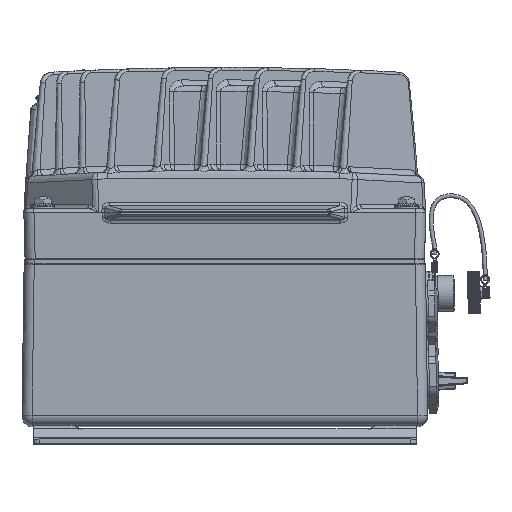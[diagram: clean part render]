
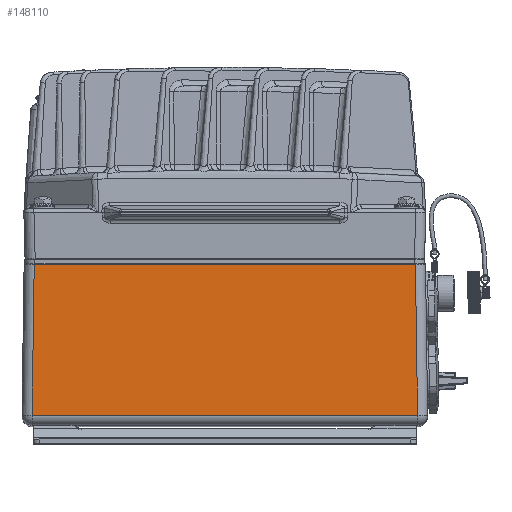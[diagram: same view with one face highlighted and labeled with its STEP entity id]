
A CAD part, top view. The second image highlights one B-rep face of the part: STEP entity #148110.
In plain terms, the highlighted planar face has unit normal (0, 0.014, 1).
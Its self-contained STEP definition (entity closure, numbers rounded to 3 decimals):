
#28051=CARTESIAN_POINT('',(-94.388,79.704,
198.887));
#28053=DIRECTION('',(1.,0.,0.));
#28054=VECTOR('',#28053,188.775);
#28055=CARTESIAN_POINT('',(-94.388,79.704,
198.887));
#28056=LINE('',#28055,#28054);
#28057=DIRECTION('',(0.014,-1.,0.014));
#28058=VECTOR('',#28057,74.649);
#28059=CARTESIAN_POINT('',(94.388,79.704,198.887));
#28060=LINE('',#28059,#28058);
#28061=DIRECTION('',(-1.,0.,0.));
#28062=VECTOR('',#28061,190.859);
#28063=CARTESIAN_POINT('',(95.43,5.07,199.929));
#28064=LINE('',#28063,#28062);
#28065=DIRECTION('',(-0.014,-1.,0.014));
#28066=VECTOR('',#28065,74.649);
#28067=CARTESIAN_POINT('',(-94.388,79.704,
198.887));
#28068=LINE('',#28067,#28066);
#97093=CARTESIAN_POINT('',(95.43,5.07,199.929));
#97094=CARTESIAN_POINT('',(-95.43,5.07,
199.929));
#97095=VERTEX_POINT('',#97093);
#97096=VERTEX_POINT('',#97094);
#97184=VERTEX_POINT('',#28051);
#97185=CARTESIAN_POINT('',(94.388,79.704,198.887));
#97186=VERTEX_POINT('',#97185);
#148097=CARTESIAN_POINT('',(-106.396,0.,200.));
#148098=DIRECTION('',(0.,0.014,1.));
#148099=DIRECTION('',(-1.,0.,0.));
#148100=AXIS2_PLACEMENT_3D('',#148097,#148098,#148099);
#148101=PLANE('',#148100);
#148102=ORIENTED_EDGE('',*,*,#147842,.T.);
#148104=ORIENTED_EDGE('',*,*,#148103,.T.);
#148106=ORIENTED_EDGE('',*,*,#148105,.T.);
#148107=ORIENTED_EDGE('',*,*,#148082,.F.);
#148108=EDGE_LOOP('',(#148102,#148104,#148106,#148107));
#148109=FACE_OUTER_BOUND('',#148108,.F.);
#148110=ADVANCED_FACE('',(#148109),#148101,.T.);
#147842=EDGE_CURVE('',#97184,#97186,#28056,.T.);
#148082=EDGE_CURVE('',#97184,#97096,#28068,.T.);
#148103=EDGE_CURVE('',#97186,#97095,#28060,.T.);
#148105=EDGE_CURVE('',#97095,#97096,#28064,.T.);
